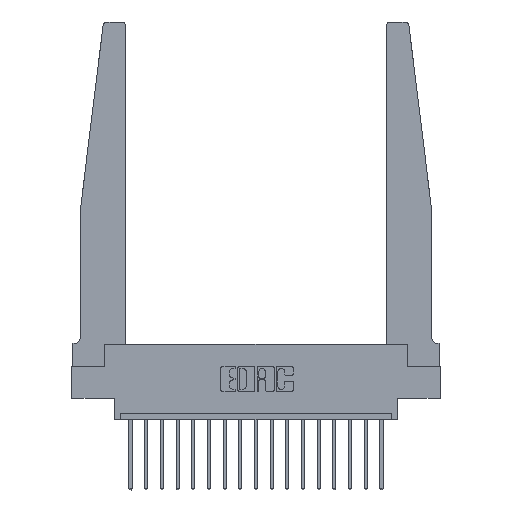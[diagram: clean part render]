
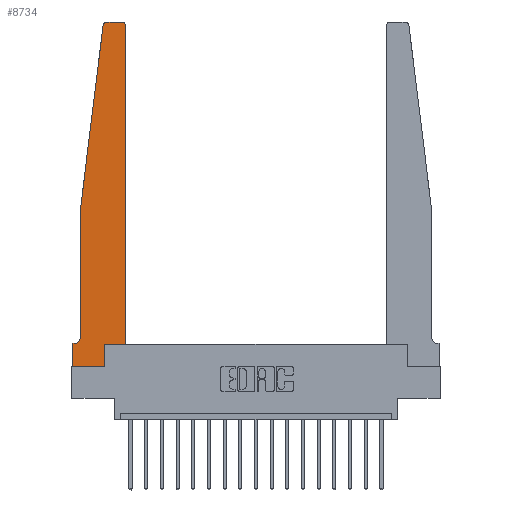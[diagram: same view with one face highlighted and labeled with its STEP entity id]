
A CAD part, top view. The second image highlights one B-rep face of the part: STEP entity #8734.
In plain terms, the highlighted planar face has unit normal (0, 0, 1).
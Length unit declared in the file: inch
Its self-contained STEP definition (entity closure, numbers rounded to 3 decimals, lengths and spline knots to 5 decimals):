
#224 = CARTESIAN_POINT ( 'NONE',  ( 0.065, 1.25, 0.37 ) ) ;
#233 = CARTESIAN_POINT ( 'NONE',  ( 0.395, 2.75, 0.37 ) ) ;
#275 = CARTESIAN_POINT ( 'NONE',  ( 0.425, 0.18, 0.37 ) ) ;
#499 = ORIENTED_EDGE ( 'NONE', *, *, #15616, .T. ) ;
#983 = VERTEX_POINT ( 'NONE', #5639 ) ;
#1122 = CARTESIAN_POINT ( 'NONE',  ( 0.395, 2.72, 0.37 ) ) ;
#1155 = EDGE_LOOP ( 'NONE', ( #12904, #8367, #8174, #7889, #9816, #12071, #7504, #14464, #1631, #18377, #15546, #499 ) ) ;
#1186 = EDGE_CURVE ( 'NONE', #10785, #983, #12318, .T. ) ;
#1261 = FACE_OUTER_BOUND ( 'NONE', #1155, .T. ) ;
#1354 = VECTOR ( 'NONE', #8849, 39.37008 ) ;
#1613 = CARTESIAN_POINT ( 'NONE',  ( 0., 0.1875, 0.37 ) ) ;
#1631 = ORIENTED_EDGE ( 'NONE', *, *, #1186, .T. ) ;
#1705 = VERTEX_POINT ( 'NONE', #275 ) ;
#1948 = VECTOR ( 'NONE', #10041, 39.37008 ) ;
#2163 = VECTOR ( 'NONE', #14621, 39.37008 ) ;
#2310 = VERTEX_POINT ( 'NONE', #16168 ) ;
#2321 = EDGE_CURVE ( 'NONE', #10237, #10785, #10453, .T. ) ;
#2804 = CARTESIAN_POINT ( 'NONE',  ( 0., 0., 0.37 ) ) ;
#2818 = DIRECTION ( 'NONE',  ( 0., 0., 1. ) ) ;
#2885 = EDGE_CURVE ( 'NONE', #8421, #17885, #5140, .T. ) ;
#2913 = CIRCLE ( 'NONE', #4722, 0.03 ) ;
#3021 = CARTESIAN_POINT ( 'NONE',  ( 0.24675, 2.72367, 0.37 ) ) ;
#3195 = CARTESIAN_POINT ( 'NONE',  ( 0., 0.1875, 0.37 ) ) ;
#3204 = VERTEX_POINT ( 'NONE', #14198 ) ;
#3226 = DIRECTION ( 'NONE',  ( -1., 0., 0. ) ) ;
#3602 = CARTESIAN_POINT ( 'NONE',  ( 0., 0., 0.37 ) ) ;
#4701 = CIRCLE ( 'NONE', #8098, 0.05 ) ;
#4722 = AXIS2_PLACEMENT_3D ( 'NONE', #1122, #9746, #11261 ) ;
#4742 = LINE ( 'NONE', #224, #12779 ) ;
#5049 = EDGE_CURVE ( 'NONE', #7303, #3204, #4742, .T. ) ;
#5140 = LINE ( 'NONE', #11171, #16361 ) ;
#5313 = LINE ( 'NONE', #8432, #1948 ) ;
#5637 = CARTESIAN_POINT ( 'NONE',  ( 0.015, 0.1875, 0.37 ) ) ;
#5639 = CARTESIAN_POINT ( 'NONE',  ( 0.2605, 0.18, 0.37 ) ) ;
#6075 = CARTESIAN_POINT ( 'NONE',  ( 0.065, 1.25, 0.37 ) ) ;
#7049 = DIRECTION ( 'NONE',  ( 1., 0., 0. ) ) ;
#7210 = CARTESIAN_POINT ( 'NONE',  ( 0.065, 1.25, 0.37 ) ) ;
#7303 = VERTEX_POINT ( 'NONE', #6075 ) ;
#7344 = DIRECTION ( 'NONE',  ( 0., 0., 1. ) ) ;
#7504 = ORIENTED_EDGE ( 'NONE', *, *, #11297, .T. ) ;
#7889 = ORIENTED_EDGE ( 'NONE', *, *, #5049, .T. ) ;
#7916 = DIRECTION ( 'NONE',  ( 0., 1., 0. ) ) ;
#8098 = AXIS2_PLACEMENT_3D ( 'NONE', #10162, #8724, #14646 ) ;
#8174 = ORIENTED_EDGE ( 'NONE', *, *, #17783, .T. ) ;
#8367 = ORIENTED_EDGE ( 'NONE', *, *, #17741, .T. ) ;
#8421 = VERTEX_POINT ( 'NONE', #5637 ) ;
#8432 = CARTESIAN_POINT ( 'NONE',  ( 0.425, 0.18, 0.37 ) ) ;
#8640 = DIRECTION ( 'NONE',  ( 1., 0., 0. ) ) ;
#8724 = DIRECTION ( 'NONE',  ( 0., 0., -1. ) ) ;
#8734 = ADVANCED_FACE ( 'NONE', ( #1261 ), #11761, .T. ) ;
#8781 = VECTOR ( 'NONE', #3226, 39.37008 ) ;
#8849 = DIRECTION ( 'NONE',  ( 1., 0., 0. ) ) ;
#9699 = LINE ( 'NONE', #18080, #8781 ) ;
#9746 = DIRECTION ( 'NONE',  ( 0., 0., 1. ) ) ;
#9816 = ORIENTED_EDGE ( 'NONE', *, *, #13984, .T. ) ;
#10041 = DIRECTION ( 'NONE',  ( 0., 1., 0. ) ) ;
#10162 = CARTESIAN_POINT ( 'NONE',  ( 0.015, 0.2375, 0.37 ) ) ;
#10237 = VERTEX_POINT ( 'NONE', #2804 ) ;
#10453 = LINE ( 'NONE', #17748, #1354 ) ;
#10669 = CARTESIAN_POINT ( 'NONE',  ( 0.2605, 0., 0.37 ) ) ;
#10670 = EDGE_CURVE ( 'NONE', #983, #1705, #17371, .T. ) ;
#10769 = VERTEX_POINT ( 'NONE', #13532 ) ;
#10785 = VERTEX_POINT ( 'NONE', #10669 ) ;
#11089 = LINE ( 'NONE', #7210, #2163 ) ;
#11171 = CARTESIAN_POINT ( 'NONE',  ( 0.065, 0.1875, 0.37 ) ) ;
#11261 = DIRECTION ( 'NONE',  ( 1., 0., 0. ) ) ;
#11297 = EDGE_CURVE ( 'NONE', #17885, #10237, #14896, .T. ) ;
#11431 = VECTOR ( 'NONE', #7916, 39.37008 ) ;
#11699 = DIRECTION ( 'NONE',  ( 1., 0., 0. ) ) ;
#11761 = PLANE ( 'NONE',  #11766 ) ;
#11766 = AXIS2_PLACEMENT_3D ( 'NONE', #3195, #7344, #11699 ) ;
#12071 = ORIENTED_EDGE ( 'NONE', *, *, #2885, .T. ) ;
#12318 = LINE ( 'NONE', #12568, #11431 ) ;
#12430 = DIRECTION ( 'NONE',  ( 0., -1., 0. ) ) ;
#12568 = CARTESIAN_POINT ( 'NONE',  ( 0.2605, 0.18, 0.37 ) ) ;
#12779 = VECTOR ( 'NONE', #15128, 39.37008 ) ;
#12828 = VECTOR ( 'NONE', #7049, 39.37008 ) ;
#12904 = ORIENTED_EDGE ( 'NONE', *, *, #15428, .T. ) ;
#12965 = CARTESIAN_POINT ( 'NONE',  ( 0.27653, 2.72, 0.37 ) ) ;
#13532 = CARTESIAN_POINT ( 'NONE',  ( 0.425, 2.72, 0.37 ) ) ;
#13984 = EDGE_CURVE ( 'NONE', #3204, #8421, #4701, .T. ) ;
#14163 = VERTEX_POINT ( 'NONE', #233 ) ;
#14198 = CARTESIAN_POINT ( 'NONE',  ( 0.065, 0.2375, 0.37 ) ) ;
#14464 = ORIENTED_EDGE ( 'NONE', *, *, #2321, .T. ) ;
#14621 = DIRECTION ( 'NONE',  ( -0.122, -0.992, 0. ) ) ;
#14646 = DIRECTION ( 'NONE',  ( -1., 0., 0. ) ) ;
#14896 = LINE ( 'NONE', #3602, #18305 ) ;
#15128 = DIRECTION ( 'NONE',  ( 0., -1., 0. ) ) ;
#15425 = CIRCLE ( 'NONE', #17585, 0.03 ) ;
#15428 = EDGE_CURVE ( 'NONE', #14163, #2310, #9699, .T. ) ;
#15546 = ORIENTED_EDGE ( 'NONE', *, *, #16422, .T. ) ;
#15568 = DIRECTION ( 'NONE',  ( -1., 0., 0. ) ) ;
#15616 = EDGE_CURVE ( 'NONE', #10769, #14163, #2913, .T. ) ;
#16168 = CARTESIAN_POINT ( 'NONE',  ( 0.27653, 2.75, 0.37 ) ) ;
#16361 = VECTOR ( 'NONE', #15568, 39.37008 ) ;
#16422 = EDGE_CURVE ( 'NONE', #1705, #10769, #5313, .T. ) ;
#17305 = VERTEX_POINT ( 'NONE', #3021 ) ;
#17371 = LINE ( 'NONE', #18698, #12828 ) ;
#17585 = AXIS2_PLACEMENT_3D ( 'NONE', #12965, #2818, #8640 ) ;
#17741 = EDGE_CURVE ( 'NONE', #2310, #17305, #15425, .T. ) ;
#17748 = CARTESIAN_POINT ( 'NONE',  ( 0., 0., 0.37 ) ) ;
#17783 = EDGE_CURVE ( 'NONE', #17305, #7303, #11089, .T. ) ;
#17885 = VERTEX_POINT ( 'NONE', #1613 ) ;
#18080 = CARTESIAN_POINT ( 'NONE',  ( 0.25, 2.75, 0.37 ) ) ;
#18305 = VECTOR ( 'NONE', #12430, 39.37008 ) ;
#18377 = ORIENTED_EDGE ( 'NONE', *, *, #10670, .T. ) ;
#18698 = CARTESIAN_POINT ( 'NONE',  ( 0.425, 0.18, 0.37 ) ) ;
